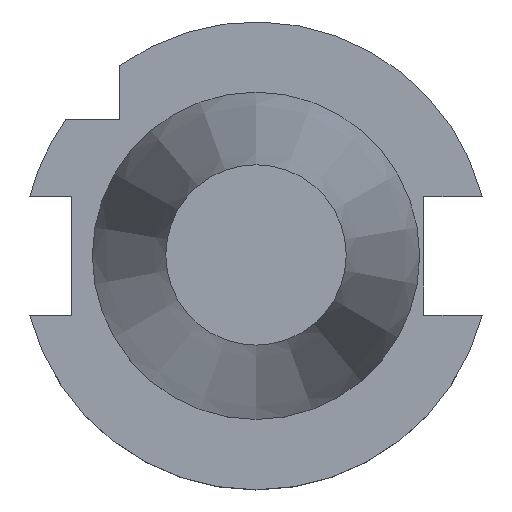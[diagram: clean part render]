
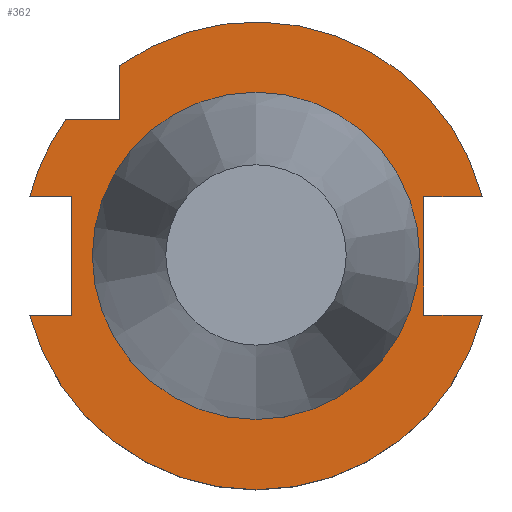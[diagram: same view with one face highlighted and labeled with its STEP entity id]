
A CAD part, top view. The second image highlights one B-rep face of the part: STEP entity #362.
In plain terms, the highlighted planar face has unit normal (0, 0, 1).
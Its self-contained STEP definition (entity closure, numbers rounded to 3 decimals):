
#206=EDGE_CURVE('240[2]',#568,#569,#570,.T.);
#213=EDGE_CURVE('240[2]',#580,#581,#582,.T.);
#255=EDGE_CURVE('240[2]',#592,#572,#650,.T.);
#277=EDGE_CURVE('240[2]',#503,#569,#681,.T.);
#330=EDGE_CURVE('240[2]',#752,#752,#753,.T.);
#340=EDGE_CURVE('240[2]',#624,#568,#767,.T.);
#362=ADVANCED_FACE('240[2]',(#793,#794),#795,.T.);
#369=EDGE_CURVE('240[2]',#592,#803,#804,.T.);
#371=EDGE_CURVE('240[2]',#572,#806,#807,.T.);
#400=EDGE_CURVE('240[2]',#580,#624,#839,.T.);
#409=EDGE_CURVE('240[2]',#759,#803,#849,.T.);
#453=EDGE_CURVE('240[2]',#806,#581,#902,.T.);
#474=EDGE_CURVE('240[2]',#503,#759,#929,.T.);
#503=VERTEX_POINT('',#952);
#568=VERTEX_POINT('',#1046);
#569=VERTEX_POINT('',#1047);
#570=LINE('',#1048,#1049);
#572=VERTEX_POINT('',#1052);
#580=VERTEX_POINT('',#1063);
#581=VERTEX_POINT('',#1064);
#582=CIRCLE('',#1065,31.775);
#592=VERTEX_POINT('',#1080);
#624=VERTEX_POINT('',#1134);
#650=LINE('',#1171,#1172);
#681=CIRCLE('',#1242,31.775);
#752=VERTEX_POINT('',#1383);
#753=CIRCLE('',#1384,22.225);
#759=VERTEX_POINT('',#1392);
#767=LINE('',#1403,#1404);
#793=FACE_BOUND('',#1451,.T.);
#794=FACE_OUTER_BOUND('',#1452,.T.);
#795=PLANE('',#1453);
#803=VERTEX_POINT('',#1464);
#804=CIRCLE('',#1465,31.775);
#806=VERTEX_POINT('',#1468);
#807=LINE('',#1469,#1470);
#839=LINE('',#1527,#1528);
#849=LINE('',#1543,#1544);
#902=LINE('',#1622,#1623);
#929=LINE('',#1799,#1800);
#952=CARTESIAN_POINT('',(-18.5,25.834,-3.2));
#1046=CARTESIAN_POINT('',(22.8,8.05,-3.2));
#1047=CARTESIAN_POINT('',(30.738,8.05,-3.2));
#1048=CARTESIAN_POINT('',(14.025,8.05,-3.2));
#1049=VECTOR('',#1905,1.0);
#1052=CARTESIAN_POINT('',(-25.0,8.05,-3.2));
#1063=CARTESIAN_POINT('',(30.738,-8.05,-3.2));
#1064=CARTESIAN_POINT('',(-30.738,-8.05,-3.2));
#1065=AXIS2_PLACEMENT_3D('',#1921,#1922,#1923);
#1080=CARTESIAN_POINT('',(-30.738,8.05,-3.2));
#1134=CARTESIAN_POINT('',(22.8,-8.05,-3.2));
#1171=CARTESIAN_POINT('',(-14.575,8.05,-3.2));
#1172=VECTOR('',#1987,1.0);
#1242=AXIS2_PLACEMENT_3D('',#2018,#2019,#2020);
#1383=CARTESIAN_POINT('',(0.,22.225,-3.2));
#1384=AXIS2_PLACEMENT_3D('',#2075,#2076,#2077);
#1392=CARTESIAN_POINT('',(-18.5,18.5,-3.2));
#1403=CARTESIAN_POINT('',(22.8,13.5,-3.2));
#1404=VECTOR('',#2093,1.0);
#1451=EDGE_LOOP('',(#2122));
#1452=EDGE_LOOP('',(#2123,#2124,#2125,#2126,#2127,#2128,#2129,#2130,#2131,#2132,#2133));
#1453=AXIS2_PLACEMENT_3D('',#2134,#2135,#2136);
#1464=CARTESIAN_POINT('',(-25.834,18.5,-3.2));
#1465=AXIS2_PLACEMENT_3D('',#2148,#2149,#2150);
#1468=CARTESIAN_POINT('',(-25.,-8.05,-3.2));
#1469=CARTESIAN_POINT('',(-25.0,13.5,-3.2));
#1470=VECTOR('',#2151,1.0);
#1527=CARTESIAN_POINT('',(14.025,-8.05,-3.2));
#1528=VECTOR('',#2183,1.0);
#1543=CARTESIAN_POINT('',(-11.833,18.5,-3.2));
#1544=VECTOR('',#2196,1.0);
#1622=CARTESIAN_POINT('',(-14.575,-8.05,-3.2));
#1623=VECTOR('',#2283,1.0);
#1799=CARTESIAN_POINT('',(-18.5,25.333,-3.2));
#1800=VECTOR('',#2310,1.0);
#1905=DIRECTION('',(1.0,0.0,0.));
#1921=CARTESIAN_POINT('',(0.,0.,-3.2));
#1922=DIRECTION('',(0.,0.,-1.0));
#1923=DIRECTION('',(0.,1.0,0.));
#1987=DIRECTION('',(1.0,0.,0.));
#2018=CARTESIAN_POINT('',(0.,0.,-3.2));
#2019=DIRECTION('',(0.,0.,-1.0));
#2020=DIRECTION('',(0.,1.0,0.));
#2075=CARTESIAN_POINT('',(0.,0.,-3.2));
#2076=DIRECTION('',(0.,0.,-1.0));
#2077=DIRECTION('',(0.,1.0,0.));
#2093=DIRECTION('',(0.,1.0,0.));
#2122=ORIENTED_EDGE('',*,*,#330,.T.);
#2123=ORIENTED_EDGE('',*,*,#474,.T.);
#2124=ORIENTED_EDGE('',*,*,#409,.T.);
#2125=ORIENTED_EDGE('',*,*,#369,.F.);
#2126=ORIENTED_EDGE('',*,*,#255,.T.);
#2127=ORIENTED_EDGE('',*,*,#371,.T.);
#2128=ORIENTED_EDGE('',*,*,#453,.T.);
#2129=ORIENTED_EDGE('',*,*,#213,.F.);
#2130=ORIENTED_EDGE('',*,*,#400,.T.);
#2131=ORIENTED_EDGE('',*,*,#340,.T.);
#2132=ORIENTED_EDGE('',*,*,#206,.T.);
#2133=ORIENTED_EDGE('',*,*,#277,.F.);
#2134=CARTESIAN_POINT('',(0.,27.0,-3.2));
#2135=DIRECTION('',(0.,0.,1.0));
#2136=DIRECTION('',(0.,-1.0,0.));
#2148=CARTESIAN_POINT('',(0.,0.,-3.2));
#2149=DIRECTION('',(0.,0.,-1.0));
#2150=DIRECTION('',(0.,1.0,0.));
#2151=DIRECTION('',(0.,-1.0,0.));
#2183=DIRECTION('',(-1.0,0.,0.));
#2196=DIRECTION('',(-1.0,0.,0.));
#2283=DIRECTION('',(-1.0,0.,0.));
#2310=DIRECTION('',(0.,-1.0,0.));
